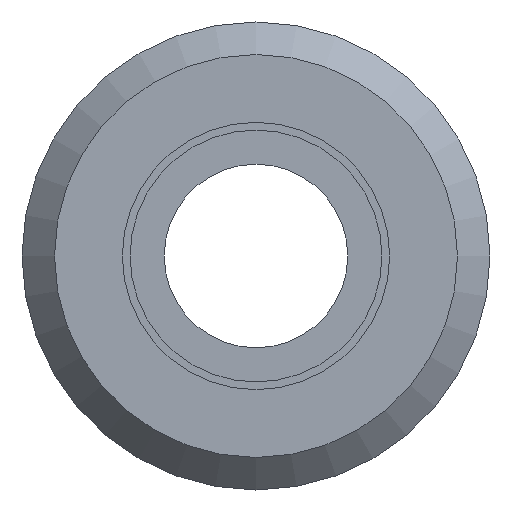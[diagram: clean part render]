
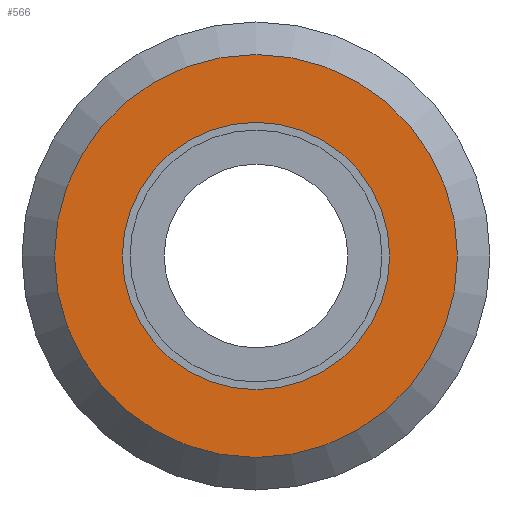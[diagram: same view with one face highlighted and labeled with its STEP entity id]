
A CAD part, front view. The second image highlights one B-rep face of the part: STEP entity #566.
In plain terms, the highlighted planar face has unit normal (0, -1, 0).
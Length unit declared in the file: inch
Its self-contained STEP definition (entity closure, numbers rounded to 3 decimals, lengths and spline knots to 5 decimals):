
#18 = CARTESIAN_POINT ( 'NONE',  ( 0.19655, -0.34894, 0.01677 ) ) ;
#22 = DIRECTION ( 'NONE',  ( 0., 1., 0. ) ) ;
#34 = DIRECTION ( 'NONE',  ( 0., 0., -1. ) ) ;
#44 = ORIENTED_EDGE ( 'NONE', *, *, #354, .T. ) ;
#49 = DIRECTION ( 'NONE',  ( 0., -1., 0. ) ) ;
#56 = DIRECTION ( 'NONE',  ( 0., 0., 1. ) ) ;
#115 = VERTEX_POINT ( 'NONE', #454 ) ;
#154 = VERTEX_POINT ( 'NONE', #18 ) ;
#182 = ORIENTED_EDGE ( 'NONE', *, *, #271, .F. ) ;
#189 = CIRCLE ( 'NONE', #570, 0.08225 ) ;
#210 = CARTESIAN_POINT ( 'NONE',  ( 0.19655, -0.34894, 0.09902 ) ) ;
#242 = CARTESIAN_POINT ( 'NONE',  ( 0.19655, -0.34894, 0.09902 ) ) ;
#247 = DIRECTION ( 'NONE',  ( 0., 0., -1. ) ) ;
#271 = EDGE_CURVE ( 'NONE', #115, #115, #378, .T. ) ;
#293 = FACE_BOUND ( 'NONE', #449, .T. ) ;
#322 = AXIS2_PLACEMENT_3D ( 'NONE', #384, #49, #247 ) ;
#354 = EDGE_CURVE ( 'NONE', #154, #154, #189, .T. ) ;
#378 = CIRCLE ( 'NONE', #527, 0.124 ) ;
#384 = CARTESIAN_POINT ( 'NONE',  ( 0.076, -0.34894, 0.02026 ) ) ;
#449 = EDGE_LOOP ( 'NONE', ( #44 ) ) ;
#454 = CARTESIAN_POINT ( 'NONE',  ( 0.19655, -0.34894, 0.22302 ) ) ;
#476 = PLANE ( 'NONE',  #322 ) ;
#527 = AXIS2_PLACEMENT_3D ( 'NONE', #242, #582, #56 ) ;
#566 = ADVANCED_FACE ( 'NONE', ( #293, #579 ), #476, .T. ) ;
#570 = AXIS2_PLACEMENT_3D ( 'NONE', #210, #22, #34 ) ;
#579 = FACE_OUTER_BOUND ( 'NONE', #598, .T. ) ;
#582 = DIRECTION ( 'NONE',  ( 0., 1., 0. ) ) ;
#598 = EDGE_LOOP ( 'NONE', ( #182 ) ) ;
